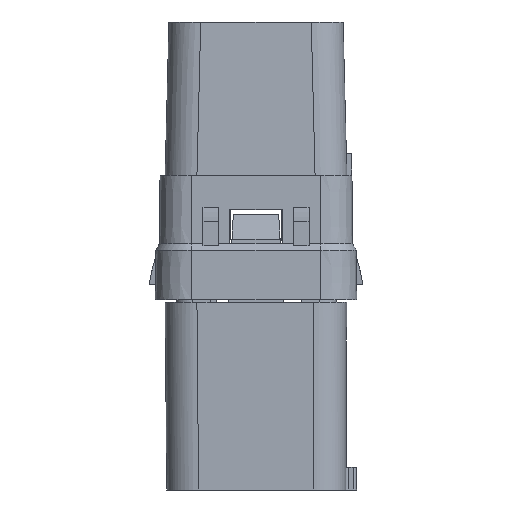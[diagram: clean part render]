
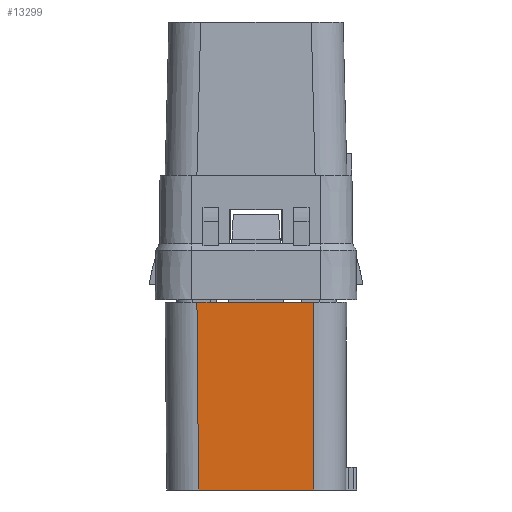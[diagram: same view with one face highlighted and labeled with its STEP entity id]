
A CAD part, left-side view. The second image highlights one B-rep face of the part: STEP entity #13299.
In plain terms, the highlighted planar face has unit normal (-1, 0, -0.009).
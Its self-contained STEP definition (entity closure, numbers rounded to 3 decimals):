
#1097=DIRECTION('',(0.,-1.,0.));
#1098=VECTOR('',#1097,7.714);
#1099=CARTESIAN_POINT('',(-7.,3.9,-0.15));
#1100=LINE('',#1099,#1098);
#1119=CARTESIAN_POINT('',(-7.,3.9,-0.15));
#1399=CARTESIAN_POINT('',(-6.892,3.792,-12.55));
#1419=DIRECTION('',(0.,-1.,0.));
#1420=VECTOR('',#1419,7.608);
#1421=CARTESIAN_POINT('',(-6.892,3.792,-12.55));
#1422=LINE('',#1421,#1420);
#1536=DIRECTION('',(0.009,-0.009,-1.));
#1537=VECTOR('',#1536,12.401);
#1538=CARTESIAN_POINT('',(-7.,3.9,-0.15));
#1539=LINE('',#1538,#1537);
#1540=DIRECTION('',(0.009,0.,-1.));
#1541=VECTOR('',#1540,12.4);
#1542=CARTESIAN_POINT('',(-7.,-3.814,-0.15));
#1543=LINE('',#1542,#1541);
#11248=VERTEX_POINT('',#1399);
#11249=VERTEX_POINT('',#1119);
#11255=CARTESIAN_POINT('',(-6.892,-3.816,-12.55));
#11256=VERTEX_POINT('',#11255);
#11259=CARTESIAN_POINT('',(-7.,-3.814,-0.15));
#11260=VERTEX_POINT('',#11259);
#13287=CARTESIAN_POINT('',(-7.,7.315,-0.15));
#13288=DIRECTION('',(-1.,0.,-0.009));
#13289=DIRECTION('',(0.,1.,0.));
#13290=AXIS2_PLACEMENT_3D('',#13287,#13288,#13289);
#13291=PLANE('',#13290);
#13293=ORIENTED_EDGE('',*,*,#13292,.F.);
#13294=ORIENTED_EDGE('',*,*,#12990,.T.);
#13295=ORIENTED_EDGE('',*,*,#13280,.T.);
#13296=ORIENTED_EDGE('',*,*,#13177,.F.);
#13297=EDGE_LOOP('',(#13293,#13294,#13295,#13296));
#13298=FACE_OUTER_BOUND('',#13297,.F.);
#13299=ADVANCED_FACE('',(#13298),#13291,.T.);
#12990=EDGE_CURVE('',#11249,#11260,#1100,.T.);
#13177=EDGE_CURVE('',#11248,#11256,#1422,.T.);
#13280=EDGE_CURVE('',#11260,#11256,#1543,.T.);
#13292=EDGE_CURVE('',#11249,#11248,#1539,.T.);
